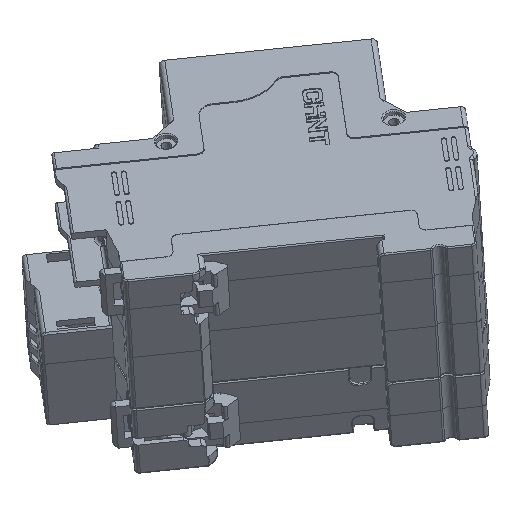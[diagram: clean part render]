
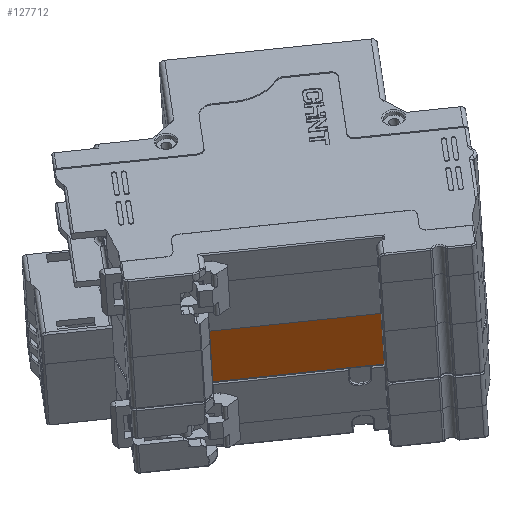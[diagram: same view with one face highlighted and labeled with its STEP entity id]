
A CAD part, isometric view. The second image highlights one B-rep face of the part: STEP entity #127712.
In plain terms, the highlighted planar face has unit normal (0.626, 0.769, 0.127).
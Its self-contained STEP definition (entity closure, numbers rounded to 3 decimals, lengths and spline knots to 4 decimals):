
#117774=DIRECTION('',(0.769,-0.636,0.06));
#117775=VECTOR('',#117774,1.4567);
#117776=CARTESIAN_POINT('',(0.6837,1.6122,
0.0554));
#117777=LINE('',#117776,#117775);
#119011=DIRECTION('',(-0.127,-0.061,0.99));
#119012=VECTOR('',#119011,0.5591);
#119013=CARTESIAN_POINT('',(1.8749,0.719,
-0.4111));
#119014=LINE('',#119013,#119012);
#119035=CARTESIAN_POINT('',(1.8749,0.719,
-0.4111));
#119037=DIRECTION('',(0.769,-0.636,0.06));
#119038=VECTOR('',#119037,1.4727);
#119039=CARTESIAN_POINT('',(0.7424,1.6562,
-0.499));
#119040=LINE('',#119039,#119038);
#119052=CARTESIAN_POINT('',(0.7139,1.674,
-0.4658));
#119053=DIRECTION('',(0.626,0.769,0.127));
#119054=DIRECTION('',(0.769,-0.636,0.06));
#119055=AXIS2_PLACEMENT_3D('',#119052,#119053,#119054);
#119057=DIRECTION('',(-0.127,-0.061,0.99));
#119058=VECTOR('',#119057,0.5236);
#119059=CARTESIAN_POINT('',(0.7502,1.6439,
-0.463));
#119060=LINE('',#119059,#119058);
#123532=VERTEX_POINT('',#119035);
#123533=CARTESIAN_POINT('',(0.7424,1.6562,
-0.499));
#123534=VERTEX_POINT('',#123533);
#123535=CARTESIAN_POINT('',(0.7502,1.6439,
-0.463));
#123536=VERTEX_POINT('',#123535);
#123537=CARTESIAN_POINT('',(0.6837,1.6122,
0.0554));
#123538=VERTEX_POINT('',#123537);
#123539=CARTESIAN_POINT('',(1.8039,0.6851,
0.1424));
#123540=VERTEX_POINT('',#123539);
#127698=CARTESIAN_POINT('',(1.2732,1.1707,
-0.1783));
#127699=DIRECTION('',(0.626,0.769,0.127));
#127700=DIRECTION('',(0.769,-0.636,0.06));
#127701=AXIS2_PLACEMENT_3D('',#127698,#127699,#127700);
#127702=PLANE('',#127701);
#127703=ORIENTED_EDGE('',*,*,#127689,.T.);
#127704=ORIENTED_EDGE('',*,*,#127666,.T.);
#127705=ORIENTED_EDGE('',*,*,#125857,.F.);
#127707=ORIENTED_EDGE('',*,*,#127706,.F.);
#127709=ORIENTED_EDGE('',*,*,#127708,.T.);
#127710=EDGE_LOOP('',(#127703,#127704,#127705,#127707,#127709));
#127711=FACE_OUTER_BOUND('',#127710,.F.);
#127712=ADVANCED_FACE('',(#127711),#127702,.T.);
#119056=CIRCLE('',#119055,0.0472);
#125857=EDGE_CURVE('',#123538,#123540,#117777,.T.);
#127666=EDGE_CURVE('',#123532,#123540,#119014,.T.);
#127689=EDGE_CURVE('',#123534,#123532,#119040,.T.);
#127706=EDGE_CURVE('',#123536,#123538,#119060,.T.);
#127708=EDGE_CURVE('',#123536,#123534,#119056,.T.);
